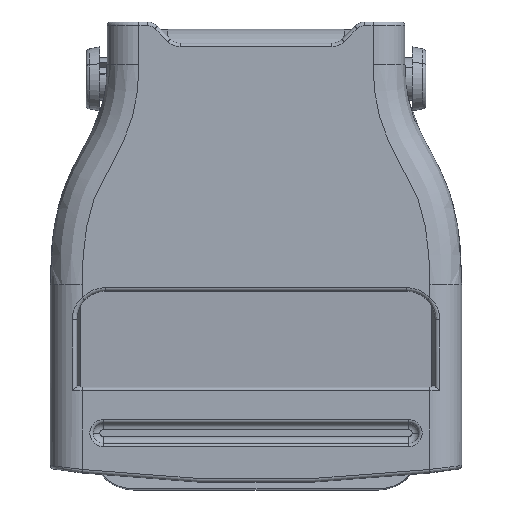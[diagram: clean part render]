
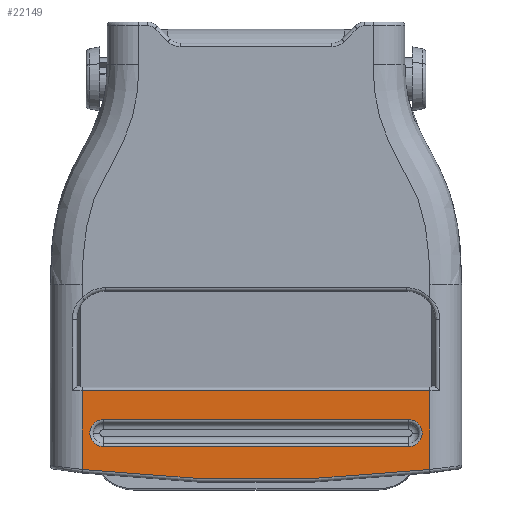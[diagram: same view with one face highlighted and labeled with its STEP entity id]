
A CAD part, top view. The second image highlights one B-rep face of the part: STEP entity #22149.
In plain terms, the highlighted planar face has unit normal (0, 0, 1).
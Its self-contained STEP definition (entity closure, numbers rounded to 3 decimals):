
#3 = EDGE_LOOP ( 'NONE', ( #887, #3676, #4004, #11626, #12718, #18937 ) ) ;
#24 = VERTEX_POINT ( 'NONE', #18623 ) ;
#202 = VECTOR ( 'NONE', #8151, 1000. ) ;
#220 = VECTOR ( 'NONE', #13219, 1000. ) ;
#365 = EDGE_CURVE ( 'NONE', #704, #24, #7736, .T. ) ;
#433 = CARTESIAN_POINT ( 'NONE',  ( -24.5, -48.953, 0. ) ) ;
#508 = EDGE_CURVE ( 'NONE', #24, #11113, #14104, .T. ) ;
#674 = AXIS2_PLACEMENT_3D ( 'NONE', #6740, #15409, #3079 ) ;
#704 = VERTEX_POINT ( 'NONE', #5601 ) ;
#710 = CARTESIAN_POINT ( 'NONE',  ( -21.5, -56.867, 0. ) ) ;
#887 = ORIENTED_EDGE ( 'NONE', *, *, #365, .T. ) ;
#928 = CARTESIAN_POINT ( 'NONE',  ( 21.5, -53.039, 0. ) ) ;
#1691 = AXIS2_PLACEMENT_3D ( 'NONE', #12575, #7539, #2515 ) ;
#1924 = VECTOR ( 'NONE', #4838, 1000. ) ;
#2515 = DIRECTION ( 'NONE',  ( 1., 0., 0. ) ) ;
#2546 = CARTESIAN_POINT ( 'NONE',  ( -24.5, -48.953, 0. ) ) ;
#3079 = DIRECTION ( 'NONE',  ( -1., 0., 0. ) ) ;
#3278 = VERTEX_POINT ( 'NONE', #14905 ) ;
#3557 = EDGE_CURVE ( 'NONE', #3278, #21489, #9863, .T. ) ;
#3601 = CARTESIAN_POINT ( 'NONE',  ( 24.442, -60.078, 0. ) ) ;
#3634 = CARTESIAN_POINT ( 'NONE',  ( 24.442, -60.078, 0. ) ) ;
#3676 = ORIENTED_EDGE ( 'NONE', *, *, #508, .T. ) ;
#3869 = EDGE_CURVE ( 'NONE', #21739, #12030, #13159, .T. ) ;
#4004 = ORIENTED_EDGE ( 'NONE', *, *, #14157, .F. ) ;
#4140 = LINE ( 'NONE', #2546, #18635 ) ;
#4520 = EDGE_CURVE ( 'NONE', #15551, #15219, #9671, .T. ) ;
#4838 = DIRECTION ( 'NONE',  ( 0., -1., 0. ) ) ;
#4894 = DIRECTION ( 'NONE',  ( 0., 0., 1. ) ) ;
#4895 = ORIENTED_EDGE ( 'NONE', *, *, #3557, .T. ) ;
#5262 = CARTESIAN_POINT ( 'NONE',  ( -24.481, -60.073, 0. ) ) ;
#5601 = CARTESIAN_POINT ( 'NONE',  ( -24.5, -60.07, 0. ) ) ;
#5971 = DIRECTION ( 'NONE',  ( -1., 0., 0. ) ) ;
#6181 = ORIENTED_EDGE ( 'NONE', *, *, #4520, .T. ) ;
#6331 = CARTESIAN_POINT ( 'NONE',  ( -24.5, 149.25, 0. ) ) ;
#6556 = LINE ( 'NONE', #6331, #1924 ) ;
#6618 = FACE_BOUND ( 'NONE', #16773, .T. ) ;
#6740 = CARTESIAN_POINT ( 'NONE',  ( 21.5, -54.953, 0. ) ) ;
#6834 = VERTEX_POINT ( 'NONE', #433 ) ;
#6875 = CIRCLE ( 'NONE', #674, 1.914 ) ;
#7539 = DIRECTION ( 'NONE',  ( 0., 0., 1. ) ) ;
#7736 = B_SPLINE_CURVE_WITH_KNOTS ( 'NONE', 3,
 ( #15645, #5262, #14171, #12347 ),
 .UNSPECIFIED., .F., .F.,
 ( 4, 4 ),
 ( 0., 0. ),
 .UNSPECIFIED. ) ;
#7908 = CARTESIAN_POINT ( 'NONE',  ( -21.5, -54.953, 0. ) ) ;
#8151 = DIRECTION ( 'NONE',  ( 1., 0., 0. ) ) ;
#8437 = PLANE ( 'NONE',  #14842 ) ;
#8630 = CARTESIAN_POINT ( 'NONE',  ( 24.461, -60.075, 0. ) ) ;
#9005 = EDGE_CURVE ( 'NONE', #6834, #704, #6556, .T. ) ;
#9208 = CARTESIAN_POINT ( 'NONE',  ( 21.5, -56.867, 0. ) ) ;
#9525 = EDGE_CURVE ( 'NONE', #15219, #3278, #14304, .T. ) ;
#9671 = LINE ( 'NONE', #20402, #220 ) ;
#9863 = LINE ( 'NONE', #16831, #202 ) ;
#10534 = ORIENTED_EDGE ( 'NONE', *, *, #16281, .F. ) ;
#11113 = VERTEX_POINT ( 'NONE', #3634 ) ;
#11376 = CARTESIAN_POINT ( 'NONE',  ( 24.5, -60.07, 0. ) ) ;
#11626 = ORIENTED_EDGE ( 'NONE', *, *, #3869, .F. ) ;
#11876 = DIRECTION ( 'NONE',  ( 1., 0., 0. ) ) ;
#12030 = VERTEX_POINT ( 'NONE', #11376 ) ;
#12347 = CARTESIAN_POINT ( 'NONE',  ( -24.442, -60.078, 0. ) ) ;
#12575 = CARTESIAN_POINT ( 'NONE',  ( 0., 149.25, 0. ) ) ;
#12718 = ORIENTED_EDGE ( 'NONE', *, *, #15128, .T. ) ;
#12943 = DIRECTION ( 'NONE',  ( 0., 0., -1. ) ) ;
#13159 = LINE ( 'NONE', #18077, #22087 ) ;
#13219 = DIRECTION ( 'NONE',  ( -1., 0., 0. ) ) ;
#13994 = CARTESIAN_POINT ( 'NONE',  ( 24.5, -60.07, 0. ) ) ;
#14104 = CIRCLE ( 'NONE', #1691, 210.75 ) ;
#14157 = EDGE_CURVE ( 'NONE', #12030, #11113, #18507, .T. ) ;
#14171 = CARTESIAN_POINT ( 'NONE',  ( -24.461, -60.075, 0. ) ) ;
#14304 = CIRCLE ( 'NONE', #14321, 1.914 ) ;
#14321 = AXIS2_PLACEMENT_3D ( 'NONE', #7908, #12943, #19909 ) ;
#14842 = AXIS2_PLACEMENT_3D ( 'NONE', #15516, #4894, #11876 ) ;
#14905 = CARTESIAN_POINT ( 'NONE',  ( -21.5, -53.039, 0. ) ) ;
#15128 = EDGE_CURVE ( 'NONE', #21739, #6834, #4140, .T. ) ;
#15219 = VERTEX_POINT ( 'NONE', #710 ) ;
#15409 = DIRECTION ( 'NONE',  ( 0., 0., 1. ) ) ;
#15516 = CARTESIAN_POINT ( 'NONE',  ( 0., 149.25, 0. ) ) ;
#15551 = VERTEX_POINT ( 'NONE', #9208 ) ;
#15645 = CARTESIAN_POINT ( 'NONE',  ( -24.5, -60.07, 0. ) ) ;
#16281 = EDGE_CURVE ( 'NONE', #15551, #21489, #6875, .T. ) ;
#16694 = DIRECTION ( 'NONE',  ( 0., -1., 0. ) ) ;
#16773 = EDGE_LOOP ( 'NONE', ( #10534, #6181, #22021, #4895 ) ) ;
#16831 = CARTESIAN_POINT ( 'NONE',  ( 0., -53.039, 0. ) ) ;
#17356 = CARTESIAN_POINT ( 'NONE',  ( 24.5, -48.953, 0. ) ) ;
#17537 = CARTESIAN_POINT ( 'NONE',  ( 24.481, -60.073, 0. ) ) ;
#18077 = CARTESIAN_POINT ( 'NONE',  ( 24.5, 149.25, 0. ) ) ;
#18507 = B_SPLINE_CURVE_WITH_KNOTS ( 'NONE', 3,
 ( #13994, #17537, #8630, #3601 ),
 .UNSPECIFIED., .F., .F.,
 ( 4, 4 ),
 ( 0., 0. ),
 .UNSPECIFIED. ) ;
#18623 = CARTESIAN_POINT ( 'NONE',  ( -24.442, -60.078, 0. ) ) ;
#18635 = VECTOR ( 'NONE', #5971, 1000. ) ;
#18937 = ORIENTED_EDGE ( 'NONE', *, *, #9005, .T. ) ;
#19909 = DIRECTION ( 'NONE',  ( 1., 0., 0. ) ) ;
#20402 = CARTESIAN_POINT ( 'NONE',  ( -21.5, -56.867, 0. ) ) ;
#20544 = FACE_OUTER_BOUND ( 'NONE', #3, .T. ) ;
#21489 = VERTEX_POINT ( 'NONE', #928 ) ;
#21739 = VERTEX_POINT ( 'NONE', #17356 ) ;
#22021 = ORIENTED_EDGE ( 'NONE', *, *, #9525, .T. ) ;
#22087 = VECTOR ( 'NONE', #16694, 1000. ) ;
#22149 = ADVANCED_FACE ( 'NONE', ( #6618, #20544 ), #8437, .T. ) ;
